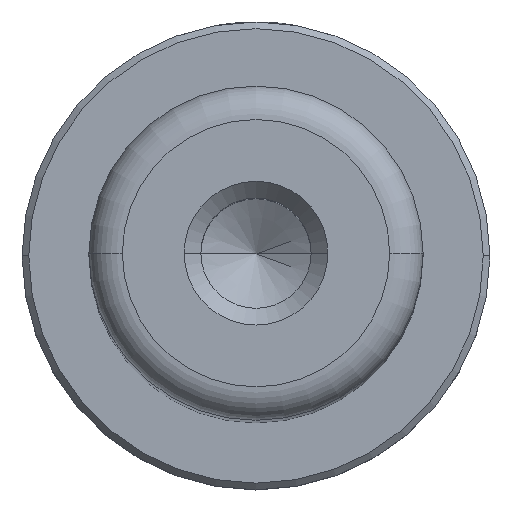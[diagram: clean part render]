
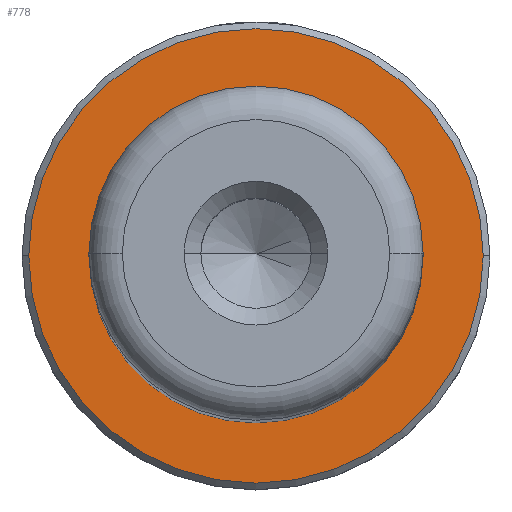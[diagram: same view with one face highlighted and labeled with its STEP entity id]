
A CAD part, top view. The second image highlights one B-rep face of the part: STEP entity #778.
In plain terms, the highlighted planar face has unit normal (0, 0, 1).
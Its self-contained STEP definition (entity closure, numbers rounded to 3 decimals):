
#31 = CIRCLE ( 'NONE', #729, 4.5 ) ;
#95 = CIRCLE ( 'NONE', #1652, 6.8 ) ;
#123 = CIRCLE ( 'NONE', #1443, 4.5 ) ;
#153 = ORIENTED_EDGE ( 'NONE', *, *, #556, .T. ) ;
#219 = AXIS2_PLACEMENT_3D ( 'NONE', #1847, #929, #1997 ) ;
#308 = ORIENTED_EDGE ( 'NONE', *, *, #1349, .T. ) ;
#368 = VERTEX_POINT ( 'NONE', #1329 ) ;
#419 = EDGE_LOOP ( 'NONE', ( #153, #1500 ) ) ;
#526 = EDGE_LOOP ( 'NONE', ( #697, #308 ) ) ;
#537 = EDGE_CURVE ( 'NONE', #368, #977, #123, .T. ) ;
#556 = EDGE_CURVE ( 'NONE', #1812, #1459, #95, .T. ) ;
#581 = CARTESIAN_POINT ( 'NONE',  ( 0., 0., 13. ) ) ;
#602 = DIRECTION ( 'NONE',  ( 1., 0., 0. ) ) ;
#607 = DIRECTION ( 'NONE',  ( 0., 0., 1. ) ) ;
#613 = CARTESIAN_POINT ( 'NONE',  ( 0., 0., 13. ) ) ;
#616 = CARTESIAN_POINT ( 'NONE',  ( 6.8, 0., 13. ) ) ;
#677 = DIRECTION ( 'NONE',  ( -1., 0., 0. ) ) ;
#678 = CARTESIAN_POINT ( 'NONE',  ( 4.5, 0., 13. ) ) ;
#681 = DIRECTION ( 'NONE',  ( 0., 0., -1. ) ) ;
#683 = CARTESIAN_POINT ( 'NONE',  ( 0., 0., 13. ) ) ;
#697 = ORIENTED_EDGE ( 'NONE', *, *, #537, .T. ) ;
#729 = AXIS2_PLACEMENT_3D ( 'NONE', #581, #1642, #733 ) ;
#733 = DIRECTION ( 'NONE',  ( -1., 0., 0. ) ) ;
#778 = ADVANCED_FACE ( 'NONE', ( #1008, #1097 ), #1122, .T. ) ;
#929 = DIRECTION ( 'NONE',  ( 0., 0., 1. ) ) ;
#932 = DIRECTION ( 'NONE',  ( 0., 0., 1. ) ) ;
#937 = CARTESIAN_POINT ( 'NONE',  ( -6.8, 0., 13. ) ) ;
#977 = VERTEX_POINT ( 'NONE', #678 ) ;
#1008 = FACE_OUTER_BOUND ( 'NONE', #419, .T. ) ;
#1097 = FACE_BOUND ( 'NONE', #526, .T. ) ;
#1122 = PLANE ( 'NONE',  #1447 ) ;
#1231 = DIRECTION ( 'NONE',  ( 1., 0., 0. ) ) ;
#1256 = CARTESIAN_POINT ( 'NONE',  ( 0., 0., 13. ) ) ;
#1329 = CARTESIAN_POINT ( 'NONE',  ( -4.5, 0., 13. ) ) ;
#1349 = EDGE_CURVE ( 'NONE', #977, #368, #31, .T. ) ;
#1443 = AXIS2_PLACEMENT_3D ( 'NONE', #683, #681, #677 ) ;
#1447 = AXIS2_PLACEMENT_3D ( 'NONE', #1256, #932, #1231 ) ;
#1459 = VERTEX_POINT ( 'NONE', #616 ) ;
#1500 = ORIENTED_EDGE ( 'NONE', *, *, #1502, .T. ) ;
#1502 = EDGE_CURVE ( 'NONE', #1459, #1812, #1768, .T. ) ;
#1642 = DIRECTION ( 'NONE',  ( 0., 0., -1. ) ) ;
#1652 = AXIS2_PLACEMENT_3D ( 'NONE', #613, #607, #602 ) ;
#1768 = CIRCLE ( 'NONE', #219, 6.8 ) ;
#1812 = VERTEX_POINT ( 'NONE', #937 ) ;
#1847 = CARTESIAN_POINT ( 'NONE',  ( 0., 0., 13. ) ) ;
#1997 = DIRECTION ( 'NONE',  ( 1., 0., 0. ) ) ;
